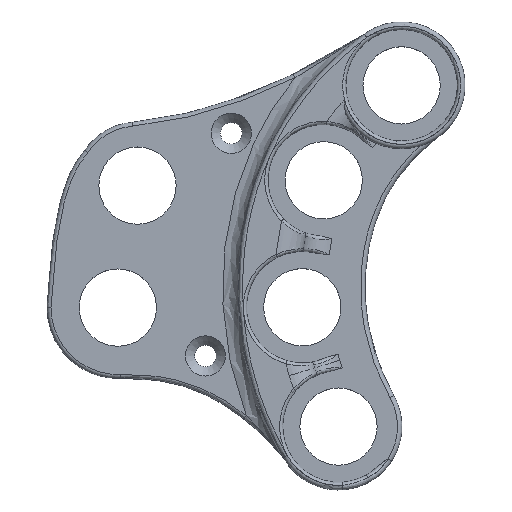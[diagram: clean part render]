
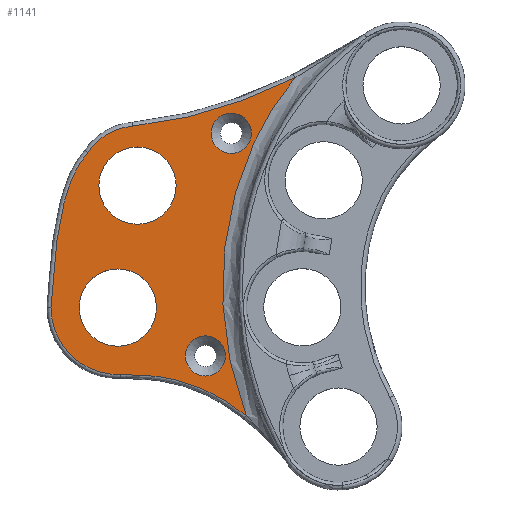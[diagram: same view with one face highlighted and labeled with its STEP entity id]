
A CAD part, top view. The second image highlights one B-rep face of the part: STEP entity #1141.
In plain terms, the highlighted planar face has unit normal (0, 0, 1).
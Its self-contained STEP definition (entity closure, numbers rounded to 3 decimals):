
#21=FACE_BOUND('',#321,.T.);
#22=FACE_BOUND('',#322,.T.);
#23=FACE_BOUND('',#323,.T.);
#24=FACE_BOUND('',#324,.T.);
#36=PLANE('',#1245);
#123=CIRCLE('',#1173,10.814);
#124=CIRCLE('',#1175,9.648);
#175=CIRCLE('',#1246,3.25);
#176=CIRCLE('',#1247,6.25);
#177=CIRCLE('',#1248,6.25);
#178=CIRCLE('',#1249,3.25);
#246=FACE_OUTER_BOUND('',#320,.T.);
#320=EDGE_LOOP('',(#972,#973,#974,#975,#976,#977));
#321=EDGE_LOOP('',(#978));
#322=EDGE_LOOP('',(#979));
#323=EDGE_LOOP('',(#980));
#324=EDGE_LOOP('',(#981));
#348=B_SPLINE_CURVE_WITH_KNOTS('',3,(#1574,#1575,#1576,#1577,#1578,#1579,
#1580,#1581,#1582,#1583,#1584,#1585),.UNSPECIFIED.,.F.,.F.,(4,2,1,1,1,1,
1,1,4),(-2.614,-2.61,-2.237,-1.864,
-1.491,-1.305,-1.119,-0.746,-0.001),
 .UNSPECIFIED.);
#354=B_SPLINE_CURVE_WITH_KNOTS('',3,(#1683,#1684,#1685,#1686,#1687,#1688,
#1689,#1690),.UNSPECIFIED.,.F.,.F.,(4,2,1,1,4),(0.,0.,
0.874,1.312,2.186),.UNSPECIFIED.);
#360=B_SPLINE_CURVE_WITH_KNOTS('',3,(#1856,#1857,#1858,#1859,#1860),
 .UNSPECIFIED.,.F.,.F.,(4,1,4),(-2.752,-1.179,0.001),
 .UNSPECIFIED.);
#364=B_SPLINE_CURVE_WITH_KNOTS('',3,(#2096,#2097,#2098,#2099,#2100,#2101,
#2102,#2103,#2104,#2105,#2106,#2107),.UNSPECIFIED.,.F.,.F.,(4,1,2,1,2,2,
4),(-7.073,-6.923,-5.892,-4.526,
-3.16,-1.35,-1.327),.UNSPECIFIED.);
#425=VERTEX_POINT('',#1572);
#426=VERTEX_POINT('',#1573);
#430=VERTEX_POINT('',#1660);
#432=VERTEX_POINT('',#1681);
#435=VERTEX_POINT('',#1780);
#438=VERTEX_POINT('',#1855);
#517=VERTEX_POINT('',#3513);
#518=VERTEX_POINT('',#3515);
#519=VERTEX_POINT('',#3517);
#520=VERTEX_POINT('',#3519);
#532=EDGE_CURVE('',#425,#426,#348,.T.);
#539=EDGE_CURVE('',#430,#432,#354,.T.);
#544=EDGE_CURVE('',#426,#430,#123,.T.);
#545=EDGE_CURVE('',#435,#425,#124,.T.);
#549=EDGE_CURVE('',#438,#435,#360,.T.);
#557=EDGE_CURVE('',#432,#438,#364,.T.);
#679=EDGE_CURVE('',#517,#517,#175,.T.);
#680=EDGE_CURVE('',#518,#518,#176,.T.);
#681=EDGE_CURVE('',#519,#519,#177,.T.);
#682=EDGE_CURVE('',#520,#520,#178,.T.);
#972=ORIENTED_EDGE('',*,*,#549,.T.);
#973=ORIENTED_EDGE('',*,*,#545,.T.);
#974=ORIENTED_EDGE('',*,*,#532,.T.);
#975=ORIENTED_EDGE('',*,*,#544,.T.);
#976=ORIENTED_EDGE('',*,*,#539,.T.);
#977=ORIENTED_EDGE('',*,*,#557,.T.);
#978=ORIENTED_EDGE('',*,*,#679,.T.);
#979=ORIENTED_EDGE('',*,*,#680,.F.);
#980=ORIENTED_EDGE('',*,*,#681,.F.);
#981=ORIENTED_EDGE('',*,*,#682,.T.);
#1141=ADVANCED_FACE('',(#246,#21,#22,#23,#24),#36,.F.);
#1173=AXIS2_PLACEMENT_3D('',#1778,#1283,#1284);
#1175=AXIS2_PLACEMENT_3D('',#1781,#1287,#1288);
#1245=AXIS2_PLACEMENT_3D('',#3512,#1441,#1442);
#1246=AXIS2_PLACEMENT_3D('',#3514,#1443,#1444);
#1247=AXIS2_PLACEMENT_3D('',#3516,#1445,#1446);
#1248=AXIS2_PLACEMENT_3D('',#3518,#1447,#1448);
#1249=AXIS2_PLACEMENT_3D('',#3520,#1449,#1450);
#1283=DIRECTION('center_axis',(0.,0.,1.));
#1284=DIRECTION('ref_axis',(-0.695,-0.719,0.));
#1287=DIRECTION('center_axis',(0.,0.,1.));
#1288=DIRECTION('ref_axis',(-0.505,0.863,0.));
#1441=DIRECTION('center_axis',(0.,0.,-1.));
#1442=DIRECTION('ref_axis',(-1.,0.,0.));
#1443=DIRECTION('center_axis',(0.,0.,-1.));
#1444=DIRECTION('ref_axis',(-1.,0.,0.));
#1445=DIRECTION('center_axis',(0.,0.,1.));
#1446=DIRECTION('ref_axis',(-1.,0.,0.));
#1447=DIRECTION('center_axis',(0.,0.,1.));
#1448=DIRECTION('ref_axis',(-1.,0.,0.));
#1449=DIRECTION('center_axis',(0.,0.,-1.));
#1450=DIRECTION('ref_axis',(-1.,0.,0.));
#1572=CARTESIAN_POINT('',(47.846,39.533,0.));
#1573=CARTESIAN_POINT('',(41.883,14.513,0.));
#1574=CARTESIAN_POINT('Ctrl Pts',(47.846,39.533,0.));
#1575=CARTESIAN_POINT('Ctrl Pts',(47.838,39.523,0.));
#1576=CARTESIAN_POINT('Ctrl Pts',(47.829,39.513,0.));
#1577=CARTESIAN_POINT('Ctrl Pts',(47.006,38.564,0.));
#1578=CARTESIAN_POINT('Ctrl Pts',(45.676,36.437,0.));
#1579=CARTESIAN_POINT('Ctrl Pts',(44.359,32.94,0.));
#1580=CARTESIAN_POINT('Ctrl Pts',(43.629,29.921,0.));
#1581=CARTESIAN_POINT('Ctrl Pts',(43.175,27.474,0.));
#1582=CARTESIAN_POINT('Ctrl Pts',(42.794,25.016,0.));
#1583=CARTESIAN_POINT('Ctrl Pts',(42.278,20.705,0.));
#1584=CARTESIAN_POINT('Ctrl Pts',(42.011,16.99,0.));
#1585=CARTESIAN_POINT('Ctrl Pts',(41.883,14.513,0.));
#1660=CARTESIAN_POINT('',(53.147,3.656,0.));
#1681=CARTESIAN_POINT('',(73.456,-3.009,0.));
#1683=CARTESIAN_POINT('Ctrl Pts',(53.147,3.656,0.));
#1684=CARTESIAN_POINT('Ctrl Pts',(53.148,3.656,0.));
#1685=CARTESIAN_POINT('Ctrl Pts',(53.149,3.656,0.));
#1686=CARTESIAN_POINT('Ctrl Pts',(56.063,3.74,0.));
#1687=CARTESIAN_POINT('Ctrl Pts',(60.457,3.379,0.));
#1688=CARTESIAN_POINT('Ctrl Pts',(67.433,1.159,0.));
#1689=CARTESIAN_POINT('Ctrl Pts',(71.182,-1.185,0.));
#1690=CARTESIAN_POINT('Ctrl Pts',(73.456,-3.009,0.));
#1778=CARTESIAN_POINT('Origin',(52.697,14.46,0.));
#1780=CARTESIAN_POINT('',(55.112,43.799,0.));
#1781=CARTESIAN_POINT('Origin',(55.874,34.181,0.));
#1855=CARTESIAN_POINT('',(81.34,51.621,0.));
#1856=CARTESIAN_POINT('Ctrl Pts',(81.34,51.621,0.));
#1857=CARTESIAN_POINT('Ctrl Pts',(76.643,49.292,0.));
#1858=CARTESIAN_POINT('Ctrl Pts',(68.086,45.854,0.));
#1859=CARTESIAN_POINT('Ctrl Pts',(59.023,44.197,0.));
#1860=CARTESIAN_POINT('Ctrl Pts',(55.112,43.799,0.));
#2096=CARTESIAN_POINT('Ctrl Pts',(73.456,-3.009,0.));
#2097=CARTESIAN_POINT('Ctrl Pts',(73.275,-2.537,0.));
#2098=CARTESIAN_POINT('Ctrl Pts',(71.908,1.175,0.));
#2099=CARTESIAN_POINT('Ctrl Pts',(70.926,5.007,0.));
#2100=CARTESIAN_POINT('Ctrl Pts',(69.636,12.917,0.));
#2101=CARTESIAN_POINT('Ctrl Pts',(69.256,22.206,0.));
#2102=CARTESIAN_POINT('Ctrl Pts',(71.024,31.183,0.));
#2103=CARTESIAN_POINT('Ctrl Pts',(74.424,41.355,0.));
#2104=CARTESIAN_POINT('Ctrl Pts',(77.355,46.727,0.));
#2105=CARTESIAN_POINT('Ctrl Pts',(81.239,51.499,0.));
#2106=CARTESIAN_POINT('Ctrl Pts',(81.289,51.56,0.));
#2107=CARTESIAN_POINT('Ctrl Pts',(81.34,51.621,0.));
#3512=CARTESIAN_POINT('Origin',(75.043,22.808,0.));
#3513=CARTESIAN_POINT('',(70.112,6.646,0.));
#3514=CARTESIAN_POINT('Origin',(66.862,6.646,0.));
#3515=CARTESIAN_POINT('',(58.947,14.46,0.));
#3516=CARTESIAN_POINT('Origin',(52.697,14.46,0.));
#3517=CARTESIAN_POINT('',(62.124,34.181,0.));
#3518=CARTESIAN_POINT('Origin',(55.874,34.181,0.));
#3519=CARTESIAN_POINT('',(74.282,42.654,0.));
#3520=CARTESIAN_POINT('Origin',(71.032,42.654,0.));
